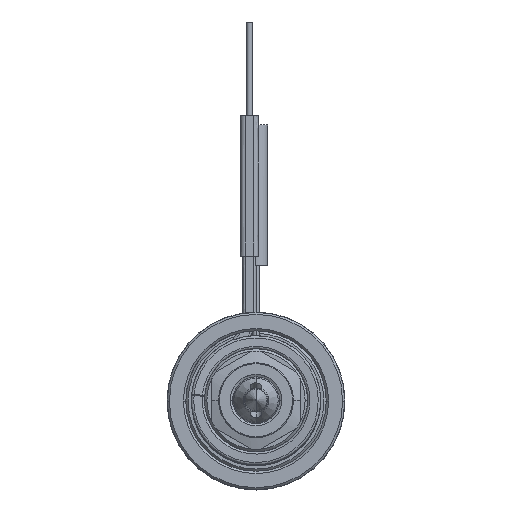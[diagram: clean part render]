
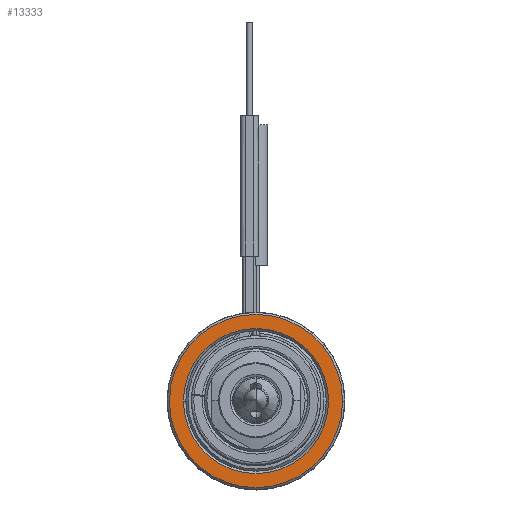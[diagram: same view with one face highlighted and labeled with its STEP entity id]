
A CAD part, top view. The second image highlights one B-rep face of the part: STEP entity #13333.
In plain terms, the highlighted planar face has unit normal (0, 0, 1).
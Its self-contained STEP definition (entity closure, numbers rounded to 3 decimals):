
#4430=CARTESIAN_POINT('',(0.,0.,
35.));
#4431=DIRECTION('',(0.,0.,-1.));
#4432=DIRECTION('',(-1.,0.,0.));
#4433=AXIS2_PLACEMENT_3D('',#4430,#4431,#4432);
#4444=CARTESIAN_POINT('',(0.,0.,
35.));
#4445=DIRECTION('',(0.,0.,-1.));
#4446=DIRECTION('',(1.,0.,0.));
#4447=AXIS2_PLACEMENT_3D('',#4444,#4445,#4446);
#4458=CARTESIAN_POINT('',(0.,0.,35.));
#4459=DIRECTION('',(0.,0.,-1.));
#4460=DIRECTION('',(1.,0.,0.));
#4461=AXIS2_PLACEMENT_3D('',#4458,#4459,#4460);
#4472=CARTESIAN_POINT('',(0.,0.,
35.));
#4473=DIRECTION('',(0.,0.,-1.));
#4474=DIRECTION('',(-1.,0.,0.));
#4475=AXIS2_PLACEMENT_3D('',#4472,#4473,#4474);
#7084=CARTESIAN_POINT('',(18.5,0.,35.));
#7085=CARTESIAN_POINT('',(-18.5,0.,
35.));
#7086=VERTEX_POINT('',#7084);
#7087=VERTEX_POINT('',#7085);
#7088=CARTESIAN_POINT('',(15.5,0.,35.));
#7089=CARTESIAN_POINT('',(-15.5,0.,35.));
#7090=VERTEX_POINT('',#7088);
#7091=VERTEX_POINT('',#7089);
#13318=CARTESIAN_POINT('',(0.,0.,35.));
#13319=DIRECTION('',(0.,0.,1.));
#13320=DIRECTION('',(-1.,0.,0.));
#13321=AXIS2_PLACEMENT_3D('',#13318,#13319,#13320);
#13322=PLANE('',#13321);
#13323=ORIENTED_EDGE('',*,*,#13300,.T.);
#13324=ORIENTED_EDGE('',*,*,#13285,.T.);
#13325=EDGE_LOOP('',(#13323,#13324));
#13326=FACE_OUTER_BOUND('',#13325,.F.);
#13328=ORIENTED_EDGE('',*,*,#13327,.F.);
#13330=ORIENTED_EDGE('',*,*,#13329,.F.);
#13331=EDGE_LOOP('',(#13328,#13330));
#13332=FACE_BOUND('',#13331,.F.);
#4434=CIRCLE('',#4433,18.5);
#4448=CIRCLE('',#4447,18.5);
#4462=CIRCLE('',#4461,15.5);
#4476=CIRCLE('',#4475,15.5);
#13285=EDGE_CURVE('',#7087,#7086,#4434,.T.);
#13300=EDGE_CURVE('',#7086,#7087,#4448,.T.);
#13327=EDGE_CURVE('',#7090,#7091,#4462,.T.);
#13329=EDGE_CURVE('',#7091,#7090,#4476,.T.);
#13333=ADVANCED_FACE('',(#13326,#13332),#13322,.T.);
